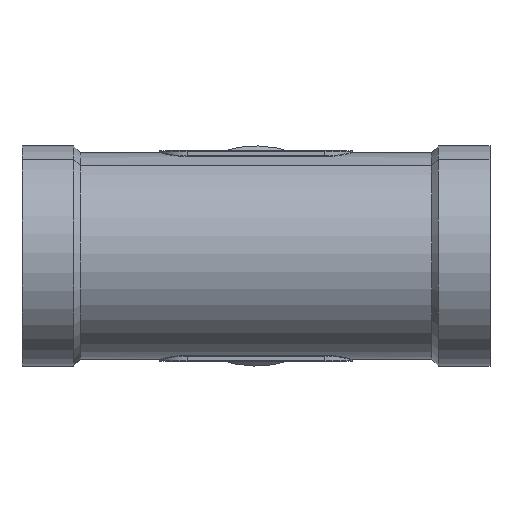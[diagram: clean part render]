
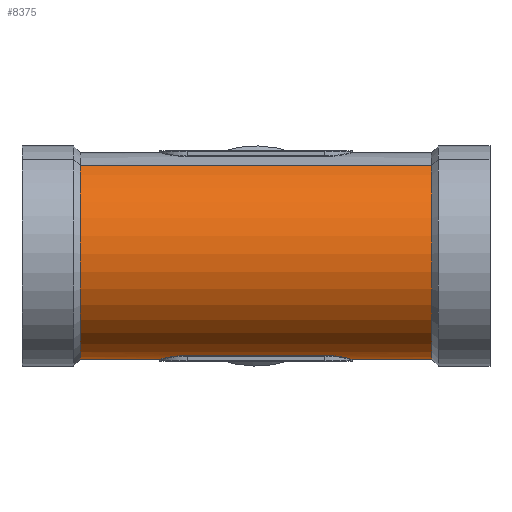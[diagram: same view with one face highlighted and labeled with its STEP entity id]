
A CAD part, left-side view. The second image highlights one B-rep face of the part: STEP entity #8375.
In plain terms, the highlighted cylindrical face has radius 15 mm (diameter 30 mm), a partial arc.
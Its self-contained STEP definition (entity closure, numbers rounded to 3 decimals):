
#114=CARTESIAN_POINT('Axis2P3D Location',(0.,-25.5,0.)) ;
#118=CARTESIAN_POINT('Vertex',(-7.191,-25.5,13.164)) ;
#120=CARTESIAN_POINT('Vertex',(7.191,-25.5,-13.164)) ;
#149=CARTESIAN_POINT('Vertex',(-7.191,25.5,13.164)) ;
#165=CARTESIAN_POINT('Vertex',(7.191,25.5,-13.164)) ;
#168=CARTESIAN_POINT('Axis2P3D Location',(0.,25.5,0.)) ;
#7571=CARTESIAN_POINT('Axis2P3D Location',(0.,17.,0.)) ;
#7585=CARTESIAN_POINT('Vertex',(7.191,8.63,-13.164)) ;
#7588=CARTESIAN_POINT('Line Origine',(7.191,12.75,-13.164)) ;
#7955=CARTESIAN_POINT('Line Origine',(7.191,12.75,-13.164)) ;
#7959=CARTESIAN_POINT('Vertex',(7.191,-8.63,-13.164)) ;
#8259=CARTESIAN_POINT('Control Point',(4.073,4.887,-14.436)) ;
#8260=CARTESIAN_POINT('Control Point',(4.708,5.649,-14.257)) ;
#8261=CARTESIAN_POINT('Control Point',(5.339,6.406,-14.042)) ;
#8262=CARTESIAN_POINT('Control Point',(5.964,7.157,-13.789)) ;
#8263=CARTESIAN_POINT('Control Point',(6.582,7.899,-13.497)) ;
#8264=CARTESIAN_POINT('Control Point',(7.191,8.63,-13.164)) ;
#8265=CARTESIAN_POINT('Vertex',(4.073,4.887,-14.436)) ;
#8292=CARTESIAN_POINT('Control Point',(7.191,-8.63,-13.164)) ;
#8293=CARTESIAN_POINT('Control Point',(6.176,-7.411,-13.718)) ;
#8294=CARTESIAN_POINT('Control Point',(5.131,-6.158,-14.138)) ;
#8295=CARTESIAN_POINT('Control Point',(4.073,-4.887,-14.436)) ;
#8296=CARTESIAN_POINT('Vertex',(4.073,-4.887,-14.436)) ;
#8299=CARTESIAN_POINT('Line Origine',(-7.191,12.75,13.164)) ;
#8304=CARTESIAN_POINT('Line Origine',(4.073,12.75,-14.436)) ;
#8308=CARTESIAN_POINT('Vertex',(4.073,10.,-14.436)) ;
#8312=CARTESIAN_POINT('Control Point',(-4.073,10.,-14.436)) ;
#8313=CARTESIAN_POINT('Control Point',(-4.073,10.706,-14.436)) ;
#8314=CARTESIAN_POINT('Control Point',(-3.922,11.412,-14.479)) ;
#8315=CARTESIAN_POINT('Control Point',(-3.62,12.07,-14.565)) ;
#8316=CARTESIAN_POINT('Control Point',(-2.795,13.171,-14.76)) ;
#8317=CARTESIAN_POINT('Control Point',(-1.604,13.855,-14.932)) ;
#8318=CARTESIAN_POINT('Control Point',(-0.967,14.066,-14.991)) ;
#8319=CARTESIAN_POINT('Control Point',(0.275,14.207,-15.029)) ;
#8320=CARTESIAN_POINT('Control Point',(1.476,13.887,-14.943)) ;
#8321=CARTESIAN_POINT('Control Point',(2.001,13.64,-14.878)) ;
#8322=CARTESIAN_POINT('Control Point',(3.003,12.933,-14.713)) ;
#8323=CARTESIAN_POINT('Control Point',(3.69,11.91,-14.545)) ;
#8324=CARTESIAN_POINT('Control Point',(3.945,11.298,-14.472)) ;
#8325=CARTESIAN_POINT('Control Point',(4.073,10.649,-14.436)) ;
#8326=CARTESIAN_POINT('Control Point',(4.073,10.,-14.436)) ;
#8327=CARTESIAN_POINT('Vertex',(-4.073,10.,-14.436)) ;
#8330=CARTESIAN_POINT('Line Origine',(-4.073,12.75,-14.436)) ;
#8334=CARTESIAN_POINT('Vertex',(-4.073,-10.,-14.436)) ;
#8338=CARTESIAN_POINT('Control Point',(4.073,-10.,-14.436)) ;
#8339=CARTESIAN_POINT('Control Point',(4.073,-10.706,-14.436)) ;
#8340=CARTESIAN_POINT('Control Point',(3.922,-11.412,-14.479)) ;
#8341=CARTESIAN_POINT('Control Point',(3.62,-12.07,-14.565)) ;
#8342=CARTESIAN_POINT('Control Point',(2.795,-13.171,-14.76)) ;
#8343=CARTESIAN_POINT('Control Point',(1.604,-13.855,-14.932)) ;
#8344=CARTESIAN_POINT('Control Point',(0.967,-14.066,-14.991)) ;
#8345=CARTESIAN_POINT('Control Point',(-0.275,-14.207,-15.029)) ;
#8346=CARTESIAN_POINT('Control Point',(-1.476,-13.887,-14.943)) ;
#8347=CARTESIAN_POINT('Control Point',(-2.001,-13.64,-14.878)) ;
#8348=CARTESIAN_POINT('Control Point',(-3.003,-12.933,-14.713)) ;
#8349=CARTESIAN_POINT('Control Point',(-3.69,-11.91,-14.545)) ;
#8350=CARTESIAN_POINT('Control Point',(-3.945,-11.298,-14.472)) ;
#8351=CARTESIAN_POINT('Control Point',(-4.073,-10.649,-14.436)) ;
#8352=CARTESIAN_POINT('Control Point',(-4.073,-10.,-14.436)) ;
#8353=CARTESIAN_POINT('Vertex',(4.073,-10.,-14.436)) ;
#8356=CARTESIAN_POINT('Line Origine',(4.073,12.75,-14.436)) ;
#115=DIRECTION('Axis2P3D Direction',(0.,-1.,0.)) ;
#169=DIRECTION('Axis2P3D Direction',(0.,-1.,0.)) ;
#7572=DIRECTION('Axis2P3D Direction',(0.,-1.,-0.)) ;
#7573=DIRECTION('Axis2P3D XDirection',(-0.479,0.,0.878)) ;
#7589=DIRECTION('Vector Direction',(0.,-1.,0.)) ;
#7956=DIRECTION('Vector Direction',(0.,-1.,0.)) ;
#8300=DIRECTION('Vector Direction',(0.,-1.,0.)) ;
#8305=DIRECTION('Vector Direction',(0.,-1.,0.)) ;
#8331=DIRECTION('Vector Direction',(0.,-1.,0.)) ;
#8357=DIRECTION('Vector Direction',(0.,-1.,0.)) ;
#116=AXIS2_PLACEMENT_3D('Circle Axis2P3D',#114,#115,$) ;
#170=AXIS2_PLACEMENT_3D('Circle Axis2P3D',#168,#169,$) ;
#7574=AXIS2_PLACEMENT_3D('Cylinder Axis2P3D',#7571,#7572,#7573) ;
#8362=ORIENTED_EDGE('',*,*,#8298,.T.) ;
#8363=ORIENTED_EDGE('',*,*,#7961,.T.) ;
#8364=ORIENTED_EDGE('',*,*,#122,.F.) ;
#8365=ORIENTED_EDGE('',*,*,#8303,.F.) ;
#8366=ORIENTED_EDGE('',*,*,#172,.T.) ;
#8367=ORIENTED_EDGE('',*,*,#7592,.T.) ;
#8368=ORIENTED_EDGE('',*,*,#8267,.T.) ;
#8369=ORIENTED_EDGE('',*,*,#8310,.T.) ;
#8370=ORIENTED_EDGE('',*,*,#8329,.T.) ;
#8371=ORIENTED_EDGE('',*,*,#8336,.T.) ;
#8372=ORIENTED_EDGE('',*,*,#8355,.T.) ;
#8373=ORIENTED_EDGE('',*,*,#8360,.T.) ;
#7590=VECTOR('Line Direction',#7589,1.) ;
#7957=VECTOR('Line Direction',#7956,1.) ;
#8301=VECTOR('Line Direction',#8300,1.) ;
#8306=VECTOR('Line Direction',#8305,1.) ;
#8332=VECTOR('Line Direction',#8331,1.) ;
#8358=VECTOR('Line Direction',#8357,1.) ;
#8375=ADVANCED_FACE('Corps principal',(#8374),#7575,.T.) ;
#8258=B_SPLINE_CURVE_WITH_KNOTS('',5,(#8259,#8260,#8261,#8262,#8263,#8264),.UNSPECIFIED.,.F.,.U.,(6,6),(9.044,16.172),.UNSPECIFIED.) ;
#8291=B_SPLINE_CURVE_WITH_KNOTS('',3,(#8292,#8293,#8294,#8295),.UNSPECIFIED.,.F.,.U.,(4,4),(17.222,24.35),.UNSPECIFIED.) ;
#8311=B_SPLINE_CURVE_WITH_KNOTS('',5,(#8312,#8313,#8314,#8315,#8316,#8317,#8318,#8319,#8320,#8321,#8322,#8323,#8324,#8325,#8326),.UNSPECIFIED.,.F.,.U.,(6,3,3,3,6),(9.026,13.958,18.539,22.543,27.078),.UNSPECIFIED.) ;
#8337=B_SPLINE_CURVE_WITH_KNOTS('',5,(#8338,#8339,#8340,#8341,#8342,#8343,#8344,#8345,#8346,#8347,#8348,#8349,#8350,#8351,#8352),.UNSPECIFIED.,.F.,.U.,(6,3,3,3,6),(9.026,13.958,18.539,22.543,27.078),.UNSPECIFIED.) ;
#117=CIRCLE('generated circle',#116,15.) ;
#171=CIRCLE('generated circle',#170,15.) ;
#7575=CYLINDRICAL_SURFACE('generated cylinder',#7574,15.) ;
#122=EDGE_CURVE('',#119,#121,#117,.T.) ;
#172=EDGE_CURVE('',#150,#166,#171,.T.) ;
#7592=EDGE_CURVE('',#166,#7586,#7591,.T.) ;
#7961=EDGE_CURVE('',#7960,#121,#7958,.T.) ;
#8267=EDGE_CURVE('',#7586,#8266,#8258,.F.) ;
#8298=EDGE_CURVE('',#8297,#7960,#8291,.F.) ;
#8303=EDGE_CURVE('',#150,#119,#8302,.T.) ;
#8310=EDGE_CURVE('',#8266,#8309,#8307,.F.) ;
#8329=EDGE_CURVE('',#8309,#8328,#8311,.F.) ;
#8336=EDGE_CURVE('',#8328,#8335,#8333,.T.) ;
#8355=EDGE_CURVE('',#8335,#8354,#8337,.F.) ;
#8360=EDGE_CURVE('',#8354,#8297,#8359,.F.) ;
#8361=EDGE_LOOP('',(#8362,#8363,#8364,#8365,#8366,#8367,#8368,#8369,#8370,#8371,#8372,#8373)) ;
#8374=FACE_OUTER_BOUND('',#8361,.T.) ;
#7591=LINE('Line',#7588,#7590) ;
#7958=LINE('Line',#7955,#7957) ;
#8302=LINE('Line',#8299,#8301) ;
#8307=LINE('Line',#8304,#8306) ;
#8333=LINE('Line',#8330,#8332) ;
#8359=LINE('Line',#8356,#8358) ;
#119=VERTEX_POINT('',#118) ;
#121=VERTEX_POINT('',#120) ;
#150=VERTEX_POINT('',#149) ;
#166=VERTEX_POINT('',#165) ;
#7586=VERTEX_POINT('',#7585) ;
#7960=VERTEX_POINT('',#7959) ;
#8266=VERTEX_POINT('',#8265) ;
#8297=VERTEX_POINT('',#8296) ;
#8309=VERTEX_POINT('',#8308) ;
#8328=VERTEX_POINT('',#8327) ;
#8335=VERTEX_POINT('',#8334) ;
#8354=VERTEX_POINT('',#8353) ;
